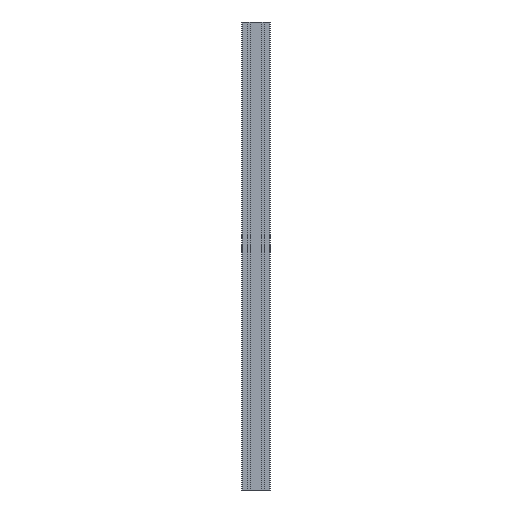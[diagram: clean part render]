
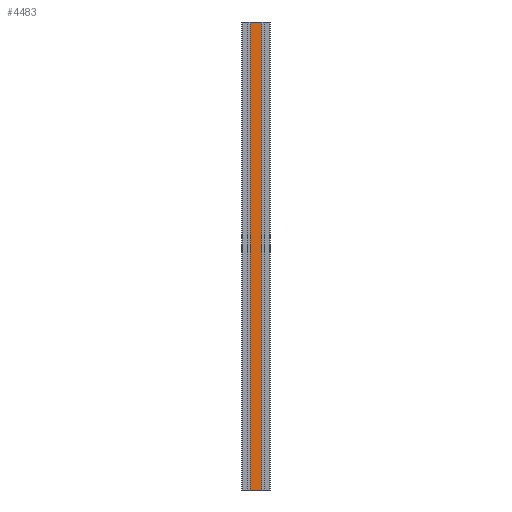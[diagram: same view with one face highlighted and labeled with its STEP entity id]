
A CAD part, front view. The second image highlights one B-rep face of the part: STEP entity #4483.
In plain terms, the highlighted planar face has unit normal (0, -1, 0).
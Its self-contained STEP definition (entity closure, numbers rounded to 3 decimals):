
#4 = CARTESIAN_POINT ( 'NONE',  ( 0., -30., 1000. ) ) ;
#118 = DIRECTION ( 'NONE',  ( 0., 0., -1. ) ) ;
#261 = AXIS2_PLACEMENT_3D ( 'NONE', #4, #837, #756 ) ;
#560 = CARTESIAN_POINT ( 'NONE',  ( 11.85, -30., 1000. ) ) ;
#591 = LINE ( 'NONE', #3668, #1414 ) ;
#621 = DIRECTION ( 'NONE',  ( -1., 0., 0. ) ) ;
#626 = EDGE_CURVE ( 'NONE', #3405, #4880, #1723, .T. ) ;
#724 = ORIENTED_EDGE ( 'NONE', *, *, #1940, .T. ) ;
#756 = DIRECTION ( 'NONE',  ( 1., 0., 0. ) ) ;
#837 = DIRECTION ( 'NONE',  ( 0., -1., 0. ) ) ;
#1082 = CARTESIAN_POINT ( 'NONE',  ( -11.85, -30., 0. ) ) ;
#1414 = VECTOR ( 'NONE', #4937, 1000. ) ;
#1702 = LINE ( 'NONE', #3727, #4507 ) ;
#1711 = EDGE_CURVE ( 'NONE', #4880, #4772, #2719, .T. ) ;
#1723 = LINE ( 'NONE', #560, #2899 ) ;
#1940 = EDGE_CURVE ( 'NONE', #3405, #4398, #591, .T. ) ;
#1941 = ORIENTED_EDGE ( 'NONE', *, *, #4129, .T. ) ;
#2079 = FACE_OUTER_BOUND ( 'NONE', #3907, .T. ) ;
#2551 = VECTOR ( 'NONE', #621, 1000. ) ;
#2719 = LINE ( 'NONE', #4417, #2551 ) ;
#2899 = VECTOR ( 'NONE', #118, 1000. ) ;
#2934 = ORIENTED_EDGE ( 'NONE', *, *, #1711, .F. ) ;
#3310 = DIRECTION ( 'NONE',  ( 0., 0., -1. ) ) ;
#3405 = VERTEX_POINT ( 'NONE', #5019 ) ;
#3668 = CARTESIAN_POINT ( 'NONE',  ( 0., -30., 1000. ) ) ;
#3727 = CARTESIAN_POINT ( 'NONE',  ( -11.85, -30., 1000. ) ) ;
#3771 = PLANE ( 'NONE',  #261 ) ;
#3907 = EDGE_LOOP ( 'NONE', ( #2934, #4824, #724, #1941 ) ) ;
#4129 = EDGE_CURVE ( 'NONE', #4398, #4772, #1702, .T. ) ;
#4398 = VERTEX_POINT ( 'NONE', #4551 ) ;
#4417 = CARTESIAN_POINT ( 'NONE',  ( 0., -30., 0. ) ) ;
#4483 = ADVANCED_FACE ( 'NONE', ( #2079 ), #3771, .T. ) ;
#4507 = VECTOR ( 'NONE', #3310, 1000. ) ;
#4551 = CARTESIAN_POINT ( 'NONE',  ( -11.85, -30., 1000. ) ) ;
#4772 = VERTEX_POINT ( 'NONE', #1082 ) ;
#4824 = ORIENTED_EDGE ( 'NONE', *, *, #626, .F. ) ;
#4880 = VERTEX_POINT ( 'NONE', #5373 ) ;
#4937 = DIRECTION ( 'NONE',  ( -1., 0., 0. ) ) ;
#5019 = CARTESIAN_POINT ( 'NONE',  ( 11.85, -30., 1000. ) ) ;
#5373 = CARTESIAN_POINT ( 'NONE',  ( 11.85, -30., 0. ) ) ;
